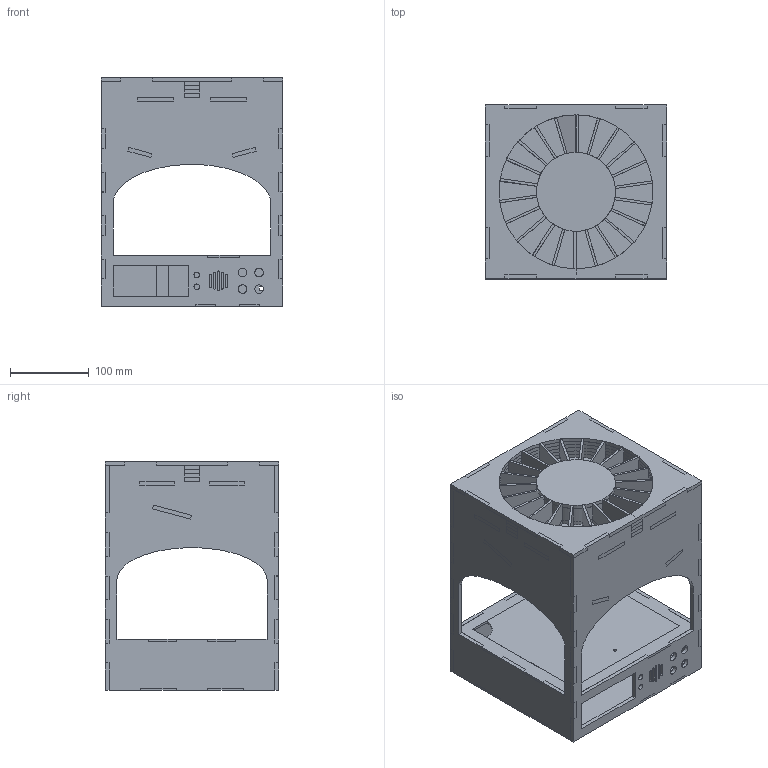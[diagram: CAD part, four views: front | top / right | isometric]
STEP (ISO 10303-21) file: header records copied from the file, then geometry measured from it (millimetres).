
FILE_DESCRIPTION(/* description */ (''),/* implementation_level */ '2;1');
FILE_NAME(/* name */ 'assemFinal v5.step',/* time_stamp */ '2022-02-27T23:24:36+00:00',/* author */ (''),/* organization */ (''),/* preprocessor_version */ 'ST-DEVELOPER v18.1',/* originating_system */ 'Autodesk Translation Framework v10.13.0.1454',/* authorisation */ '');
FILE_SCHEMA (('AUTOMOTIVE_DESIGN { 1 0 10303 214 3 1 1 }'));
Length unit declared in the file: millimetre
Products named in the file (16): assemFinal; back; bottom v7; frontV2; Side; SpinnyBottom; slot bit v5; tiltOne; slide2; Middle(outer); holeMiddle; Middle(inner); idkBruh2; idkBruh; spinneyBit; topCap
Assembly tree (24 placements, depth 2):
  assemFinal
    back
    bottom v7
    frontV2
    Side  x2
    SpinnyBottom
    slot bit v5
    tiltOne
    slide2  x2
    Middle(outer)
    holeMiddle  x5
    Middle(inner)
    idkBruh2  x4
    idkBruh
    spinneyBit
    topCap
Bounding box: 230 x 220 x 290 mm (x, y, z)
Volume: 1989858.1 mm3; surface area: 1057054.2 mm2
Topology: 24 solids, 24 shells, 1412 faces, 4045 edges, 2682 vertices
Faces by surface type: plane 1182, cylinder 226, bspline 4
Full cylindrical faces by diameter (mm): 4.5 x1, 7 x2, 9 x2, 11 x4, 80 x1, 100 x1, 195 x1, 200 x1
Entity records: 30313 total; most frequent: CARTESIAN_POINT 5332, ORIENTED_EDGE 5234, DIRECTION 4821, EDGE_CURVE 2617, LINE 2323, VECTOR 2323, VERTEX_POINT 1730, AXIS2_PLACEMENT_3D 1249
